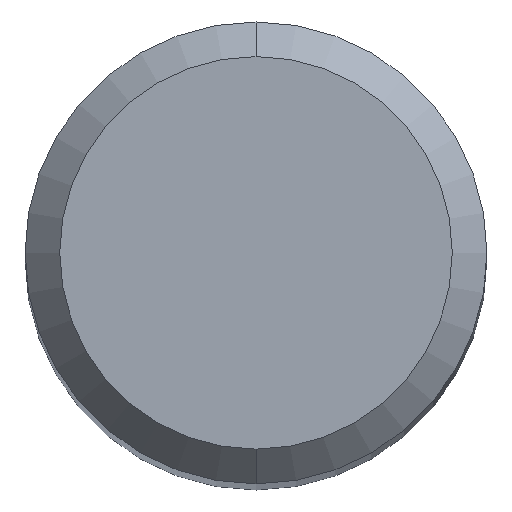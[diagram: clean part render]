
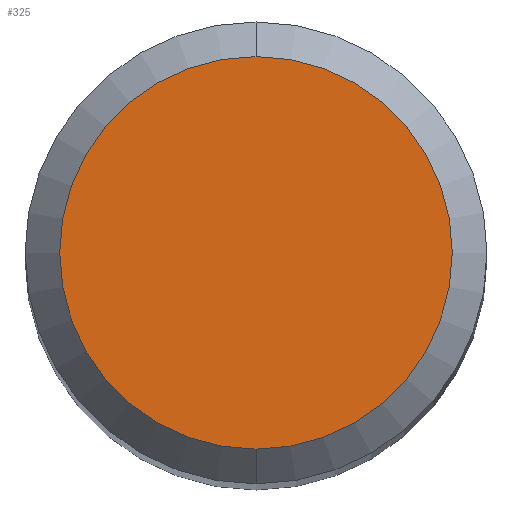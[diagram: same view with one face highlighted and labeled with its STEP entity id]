
A CAD part, top view. The second image highlights one B-rep face of the part: STEP entity #325.
In plain terms, the highlighted planar face has unit normal (0, 0, 1).
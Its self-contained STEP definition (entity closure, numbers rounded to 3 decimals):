
#201=EDGE_CURVE('',#415,#309,#494,.T.);
#309=VERTEX_POINT('',#614);
#325=ADVANCED_FACE('',(#632),#633,.T.);
#415=VERTEX_POINT('',#731);
#439=EDGE_CURVE('',#309,#415,#758,.T.);
#494=CIRCLE('',#809,1.7);
#614=CARTESIAN_POINT('',(0.,-1.7,29.74));
#632=FACE_OUTER_BOUND('',#1157,.T.);
#633=PLANE('',#1158);
#731=CARTESIAN_POINT('',(0.0,1.7,29.74));
#758=CIRCLE('',#1423,1.7);
#809=AXIS2_PLACEMENT_3D('',#1454,#1455,#1456);
#1157=EDGE_LOOP('',(#1615,#1616));
#1158=AXIS2_PLACEMENT_3D('',#1617,#1618,#1619);
#1423=AXIS2_PLACEMENT_3D('',#1758,#1759,#1760);
#1454=CARTESIAN_POINT('',(0.0,0.0,29.74));
#1455=DIRECTION('',(0.0,0.0,-1.0));
#1456=DIRECTION('',(0.0,1.0,0.0));
#1615=ORIENTED_EDGE('',*,*,#201,.F.);
#1616=ORIENTED_EDGE('',*,*,#439,.F.);
#1617=CARTESIAN_POINT('',(0.0,0.85,29.74));
#1618=DIRECTION('',(-0.0,0.0,1.0));
#1619=DIRECTION('',(0.0,-1.0,0.0));
#1758=CARTESIAN_POINT('',(0.0,0.0,29.74));
#1759=DIRECTION('',(0.0,0.0,-1.0));
#1760=DIRECTION('',(0.0,1.0,0.0));
